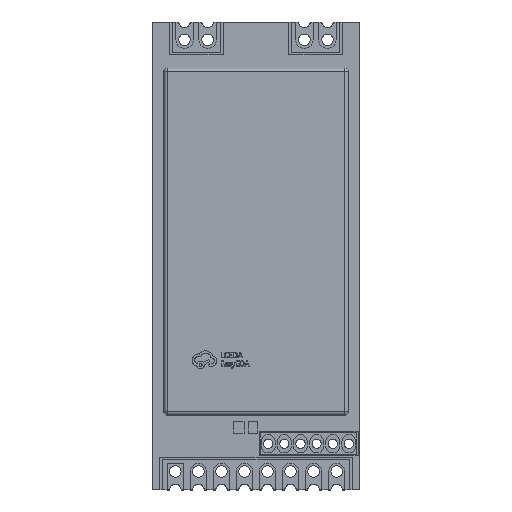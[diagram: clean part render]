
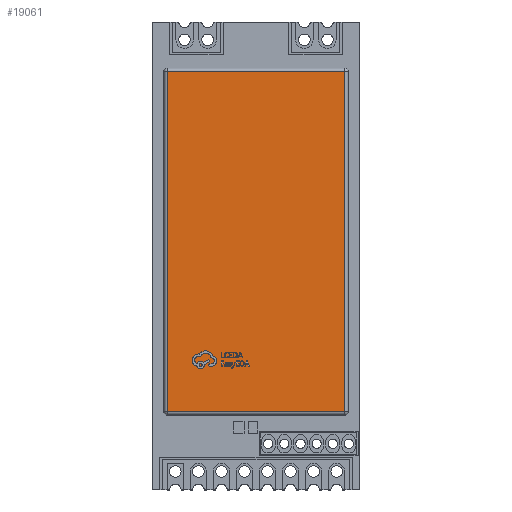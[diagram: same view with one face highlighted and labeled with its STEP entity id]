
A CAD part, top view. The second image highlights one B-rep face of the part: STEP entity #19061.
In plain terms, the highlighted planar face has unit normal (0, 0, 1).
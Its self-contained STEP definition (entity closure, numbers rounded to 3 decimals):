
#442 = VECTOR ( 'NONE', #11677, 1000. ) ;
#476 = DIRECTION ( 'NONE',  ( 0., 0., 1. ) ) ;
#568 = CARTESIAN_POINT ( 'NONE',  ( -7.7, -13.8, 3.1 ) ) ;
#2690 = VECTOR ( 'NONE', #4341, 1000. ) ;
#3324 = EDGE_CURVE ( 'NONE', #5969, #16238, #24795, .T. ) ;
#3392 = DIRECTION ( 'NONE',  ( 0., 1., 0. ) ) ;
#4132 = CARTESIAN_POINT ( 'NONE',  ( -7.7, 16., 3.1 ) ) ;
#4341 = DIRECTION ( 'NONE',  ( -1., 0., 0. ) ) ;
#4822 = DIRECTION ( 'NONE',  ( 1., 0., 0. ) ) ;
#5969 = VERTEX_POINT ( 'NONE', #22093 ) ;
#6413 = CARTESIAN_POINT ( 'NONE',  ( -8., 16., 3.1 ) ) ;
#7589 = EDGE_CURVE ( 'NONE', #11504, #20308, #25269, .T. ) ;
#9048 = ORIENTED_EDGE ( 'NONE', *, *, #7589, .T. ) ;
#11504 = VERTEX_POINT ( 'NONE', #25595 ) ;
#11677 = DIRECTION ( 'NONE',  ( 0., -1., 0. ) ) ;
#11850 = LINE ( 'NONE', #20176, #12218 ) ;
#12218 = VECTOR ( 'NONE', #3392, 1000. ) ;
#13265 = CARTESIAN_POINT ( 'NONE',  ( 7.7, -13.5, 3.1 ) ) ;
#13553 = CARTESIAN_POINT ( 'NONE',  ( 0., 0., 3.1 ) ) ;
#14873 = ORIENTED_EDGE ( 'NONE', *, *, #24793, .T. ) ;
#15088 = FACE_OUTER_BOUND ( 'NONE', #17958, .T. ) ;
#16238 = VERTEX_POINT ( 'NONE', #13265 ) ;
#16355 = VECTOR ( 'NONE', #18555, 1000. ) ;
#17958 = EDGE_LOOP ( 'NONE', ( #27098, #19979, #14873, #9048 ) ) ;
#18239 = AXIS2_PLACEMENT_3D ( 'NONE', #13553, #476, #4822 ) ;
#18555 = DIRECTION ( 'NONE',  ( 1., 0., 0. ) ) ;
#19061 = ADVANCED_FACE ( 'NONE', ( #15088 ), #25449, .T. ) ;
#19622 = LINE ( 'NONE', #568, #442 ) ;
#19979 = ORIENTED_EDGE ( 'NONE', *, *, #3324, .T. ) ;
#20176 = CARTESIAN_POINT ( 'NONE',  ( 7.7, 16.3, 3.1 ) ) ;
#20308 = VERTEX_POINT ( 'NONE', #4132 ) ;
#22093 = CARTESIAN_POINT ( 'NONE',  ( -7.7, -13.5, 3.1 ) ) ;
#24543 = CARTESIAN_POINT ( 'NONE',  ( 8., -13.5, 3.1 ) ) ;
#24793 = EDGE_CURVE ( 'NONE', #16238, #11504, #11850, .T. ) ;
#24795 = LINE ( 'NONE', #24543, #16355 ) ;
#25269 = LINE ( 'NONE', #6413, #2690 ) ;
#25449 = PLANE ( 'NONE',  #18239 ) ;
#25595 = CARTESIAN_POINT ( 'NONE',  ( 7.7, 16., 3.1 ) ) ;
#26593 = EDGE_CURVE ( 'NONE', #20308, #5969, #19622, .T. ) ;
#27098 = ORIENTED_EDGE ( 'NONE', *, *, #26593, .T. ) ;
